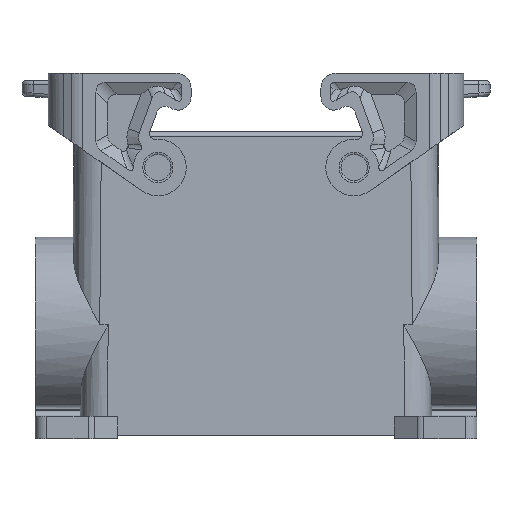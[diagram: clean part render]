
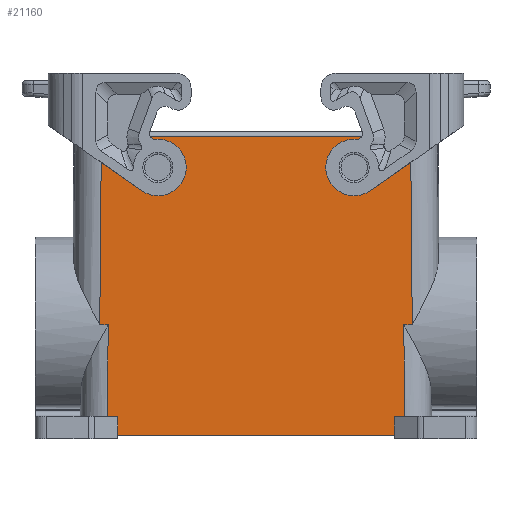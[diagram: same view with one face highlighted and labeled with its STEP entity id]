
A CAD part, front view. The second image highlights one B-rep face of the part: STEP entity #21160.
In plain terms, the highlighted face is planar.
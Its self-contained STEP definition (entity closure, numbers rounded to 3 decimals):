
#3160=CARTESIAN_POINT('',(-77.304,-26.195,
23.435));
#3170=DIRECTION('',(-1.,0.,0.));
#3180=VECTOR('',#3170,1.);
#3190=LINE('',#3160,#3180);
#3200=CARTESIAN_POINT('',(-65.412,-26.195,
23.435));
#3210=VERTEX_POINT('',#3200);
#3220=CARTESIAN_POINT('',(-67.643,-26.195,
23.435));
#3230=VERTEX_POINT('',#3220);
#3240=EDGE_CURVE('',#3210,#3230,#3190,.T.);
#10940=CARTESIAN_POINT('',(12.919,-26.195,
23.435));
#10950=VERTEX_POINT('',#10940);
#10980=CARTESIAN_POINT('',(11.571,-26.195,
23.435));
#10990=DIRECTION('',(1.,0.,0.));
#11000=VECTOR('',#10990,1.);
#11010=LINE('',#10980,#11000);
#11020=CARTESIAN_POINT('',(15.15,-26.195,
23.435));
#11030=VERTEX_POINT('',#11020);
#11040=EDGE_CURVE('',#10950,#11030,#11010,.T.);
#19850=CARTESIAN_POINT('',(-74.247,1.601,
23.192));
#19860=DIRECTION('',(0.,0.009,
1.));
#19870=DIRECTION('',(1.,0.,0.));
#19880=AXIS2_PLACEMENT_3D('',#19850,#19860,#19870);
#19890=PLANE('',#19880);
#19900=CARTESIAN_POINT('',(-0.247,15.5,
23.071));
#19910=DIRECTION('',(0.,0.009,
1.));
#19920=DIRECTION('',(0.,1.,
-0.009));
#19930=AXIS2_PLACEMENT_3D('',#19900,#19910,#19920);
#19940=ELLIPSE('',#19930,3.5,3.5);
#19950=CARTESIAN_POINT('',(-3.747,15.5,
23.071));
#19960=VERTEX_POINT('',#19950);
#19970=CARTESIAN_POINT('',(3.253,15.5,
23.071));
#19980=VERTEX_POINT('',#19970);
#19990=EDGE_CURVE('',#19960,#19980,#19940,.T.);
#20000=ORIENTED_EDGE('',*,*,#19990,.F.);
#20010=EDGE_CURVE('',#19980,#19960,#19940,.T.);
#20020=ORIENTED_EDGE('',*,*,#20010,.F.);
#20030=EDGE_LOOP('',(#20020,#20000));
#20040=FACE_BOUND('',#20030,.T.);
#20050=CARTESIAN_POINT('',(-52.247,15.5,
23.071));
#20060=DIRECTION('',(0.,0.009,
1.));
#20070=DIRECTION('',(0.,1.,
-0.009));
#20080=AXIS2_PLACEMENT_3D('',#20050,#20060,#20070);
#20090=ELLIPSE('',#20080,3.5,3.5);
#20100=CARTESIAN_POINT('',(-48.747,15.5,
23.071));
#20110=VERTEX_POINT('',#20100);
#20120=CARTESIAN_POINT('',(-55.747,15.5,
23.071));
#20130=VERTEX_POINT('',#20120);
#20140=EDGE_CURVE('',#20110,#20130,#20090,.T.);
#20150=ORIENTED_EDGE('',*,*,#20140,.F.);
#20160=EDGE_CURVE('',#20130,#20110,#20090,.T.);
#20170=ORIENTED_EDGE('',*,*,#20160,.F.);
#20180=EDGE_LOOP('',(#20170,#20150));
#20190=FACE_BOUND('',#20180,.T.);
#20200=CARTESIAN_POINT('',(10.353,0.,23.206));
#20210=DIRECTION('',(0.,1.,
-0.009));
#20220=VECTOR('',#20210,1.);
#20230=LINE('',#20200,#20220);
#20240=CARTESIAN_POINT('',(10.353,-53.01,
23.669));
#20250=VERTEX_POINT('',#20240);
#20260=CARTESIAN_POINT('',(10.353,-50.4,23.646));
#20270=VERTEX_POINT('',#20260);
#20280=EDGE_CURVE('',#20250,#20270,#20230,.T.);
#20290=ORIENTED_EDGE('',*,*,#20280,.T.);
#20300=CARTESIAN_POINT('',(9.693,0.,23.206));
#20310=DIRECTION('',(-0.012,1.,
-0.009));
#20320=VECTOR('',#20310,1.);
#20330=LINE('',#20300,#20320);
#20340=CARTESIAN_POINT('',(10.383,-55.4,23.689)
);
#20350=VERTEX_POINT('',#20340);
#20360=EDGE_CURVE('',#20350,#20250,#20330,.T.);
#20370=ORIENTED_EDGE('',*,*,#20360,.T.);
#20380=CARTESIAN_POINT('',(0.,-55.4,23.689));
#20390=DIRECTION('',(-1.,0.,0.));
#20400=VECTOR('',#20390,1.);
#20410=LINE('',#20380,#20400);
#20420=CARTESIAN_POINT('',(-62.876,-55.4,23.689
));
#20430=VERTEX_POINT('',#20420);
#20440=EDGE_CURVE('',#20350,#20430,#20410,.T.);
#20450=ORIENTED_EDGE('',*,*,#20440,.F.);
#20460=CARTESIAN_POINT('',(-62.186,0.,23.206));
#20470=DIRECTION('',(0.012,1.,
-0.009));
#20480=VECTOR('',#20470,1.);
#20490=LINE('',#20460,#20480);
#20500=CARTESIAN_POINT('',(-62.847,-53.01,
23.669));
#20510=VERTEX_POINT('',#20500);
#20520=EDGE_CURVE('',#20430,#20510,#20490,.T.);
#20530=ORIENTED_EDGE('',*,*,#20520,.F.);
#20540=CARTESIAN_POINT('',(-62.847,0.,23.206));
#20550=DIRECTION('',(0.,1.,
-0.009));
#20560=VECTOR('',#20550,1.);
#20570=LINE('',#20540,#20560);
#20580=CARTESIAN_POINT('',(-62.847,-50.4,23.646)
);
#20590=VERTEX_POINT('',#20580);
#20600=EDGE_CURVE('',#20510,#20590,#20570,.T.);
#20610=ORIENTED_EDGE('',*,*,#20600,.F.);
#20620=CARTESIAN_POINT('',(0.,-50.4,23.646));
#20630=DIRECTION('',(1.,0.,0.));
#20640=VECTOR('',#20630,1.);
#20650=LINE('',#20620,#20640);
#20660=CARTESIAN_POINT('',(-65.617,-50.4,23.646
));
#20670=VERTEX_POINT('',#20660);
#20680=EDGE_CURVE('',#20670,#20590,#20650,.T.);
#20690=ORIENTED_EDGE('',*,*,#20680,.T.);
#20700=CARTESIAN_POINT('',(-65.188,0.061,
23.205));
#20710=DIRECTION('',(-0.009,-1.,
0.009));
#20720=VECTOR('',#20710,1.);
#20730=LINE('',#20700,#20720);
#20740=EDGE_CURVE('',#3210,#20670,#20730,.T.);
#20750=ORIENTED_EDGE('',*,*,#20740,.T.);
#20760=ORIENTED_EDGE('',*,*,#3240,.F.);
#20770=CARTESIAN_POINT('',(-67.418,0.061,
23.205));
#20780=DIRECTION('',(0.009,1.,
-0.009));
#20790=VECTOR('',#20780,1.);
#20800=LINE('',#20770,#20790);
#20810=CARTESIAN_POINT('',(-67.216,23.6,23.));
#20820=VERTEX_POINT('',#20810);
#20830=EDGE_CURVE('',#3230,#20820,#20800,.T.);
#20840=ORIENTED_EDGE('',*,*,#20830,.F.);
#20850=CARTESIAN_POINT('',(0.,23.6,23.));
#20860=DIRECTION('',(1.,0.,0.));
#20870=VECTOR('',#20860,1.);
#20880=LINE('',#20850,#20870);
#20890=CARTESIAN_POINT('',(14.723,23.6,23.))
;
#20900=VERTEX_POINT('',#20890);
#20910=EDGE_CURVE('',#20820,#20900,#20880,.T.);
#20920=ORIENTED_EDGE('',*,*,#20910,.F.);
#20930=CARTESIAN_POINT('',(14.925,0.061,
23.205));
#20940=DIRECTION('',(-0.009,1.,
-0.009));
#20950=VECTOR('',#20940,1.);
#20960=LINE('',#20930,#20950);
#20970=EDGE_CURVE('',#11030,#20900,#20960,.T.);
#20980=ORIENTED_EDGE('',*,*,#20970,.T.);
#20990=ORIENTED_EDGE('',*,*,#11040,.T.);
#21000=CARTESIAN_POINT('',(12.695,0.061,
23.205));
#21010=DIRECTION('',(-0.009,1.,
-0.009));
#21020=VECTOR('',#21010,1.);
#21030=LINE('',#21000,#21020);
#21040=CARTESIAN_POINT('',(13.124,-50.4,23.646))
;
#21050=VERTEX_POINT('',#21040);
#21060=EDGE_CURVE('',#21050,#10950,#21030,.T.);
#21070=ORIENTED_EDGE('',*,*,#21060,.T.);
#21080=CARTESIAN_POINT('',(0.,-50.4,23.646));
#21090=DIRECTION('',(1.,0.,0.));
#21100=VECTOR('',#21090,1.);
#21110=LINE('',#21080,#21100);
#21120=EDGE_CURVE('',#20270,#21050,#21110,.T.);
#21130=ORIENTED_EDGE('',*,*,#21120,.T.);
#21140=EDGE_LOOP('',(#21130,#21070,#20990,#20980,#20920,#20840,#20760,
#20750,#20690,#20610,#20530,#20450,#20370,#20290));
#21150=FACE_OUTER_BOUND('',#21140,.T.);
#21160=ADVANCED_FACE('',(#20040,#20190,#21150),#19890,.T.);
